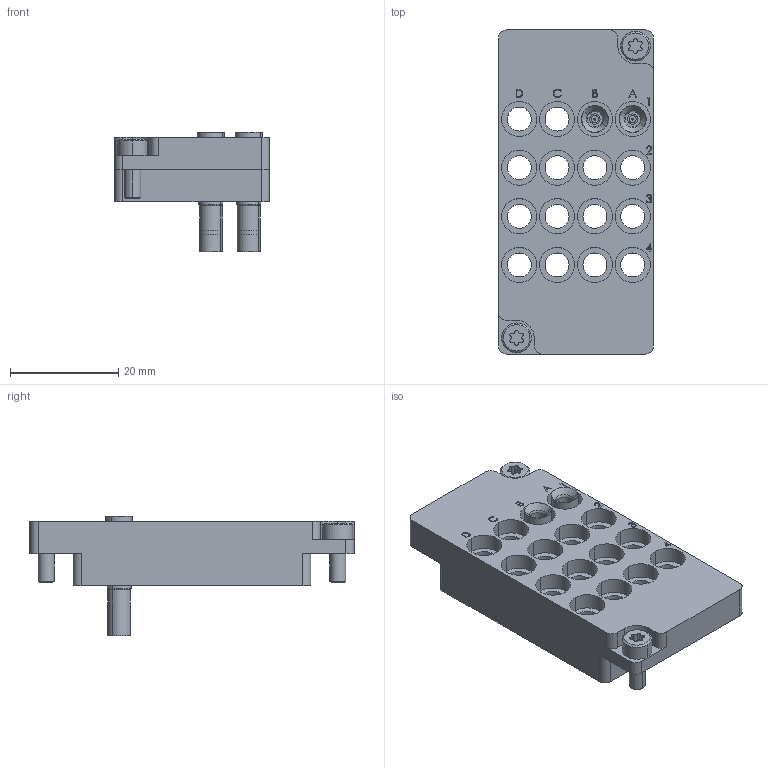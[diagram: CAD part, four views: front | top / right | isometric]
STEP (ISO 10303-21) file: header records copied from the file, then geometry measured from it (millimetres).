
FILE_DESCRIPTION (( 'STEP AP214' ), '1' );
FILE_NAME ('INGUN_38169.STEP', '2023-01-16T12:51:08', ( '' ), ( '' ), 'SwSTEP 2.0', 'SolidWorks 2021', '' );
FILE_SCHEMA (( 'AUTOMOTIVE_DESIGN' ));
Length unit declared in the file: millimetre
Products named in the file (6): INFO_4597~0_S; SB-810-Z__ADA~sb_S; 31003~3_S; DIN912~n_M03,0x008; INGUN_38169; 31003~3
Assembly tree (7 placements, depth 3):
  INGUN_38169
    31003~3_S
      31003~3
      INFO_4597~0_S
    SB-810-Z__ADA~sb_S  x2
    DIN912~n_M03,0x008  x2
Bounding box: 28.7 x 60 x 22.1 mm (x, y, z)
Volume: 14568.6 mm3; surface area: 9157 mm2
Topology: 15 solids, 15 shells, 887 faces, 2389 edges, 1568 vertices
Faces by surface type: plane 598, cylinder 188, cone 52, bspline 45, torus 4
Entity records: 20568 total; most frequent: CARTESIAN_POINT 6744, ORIENTED_EDGE 2976, DIRECTION 2520, EDGE_CURVE 1488, VERTEX_POINT 981, AXIS2_PLACEMENT_3D 897, LINE 726, VECTOR 726
